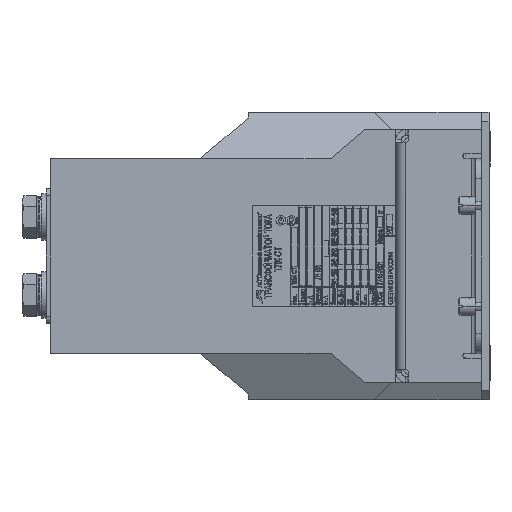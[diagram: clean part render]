
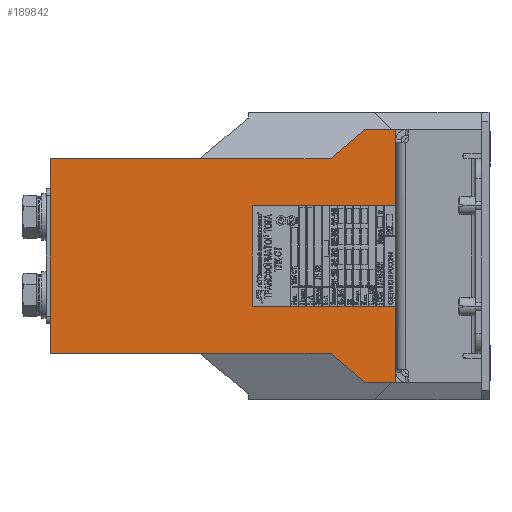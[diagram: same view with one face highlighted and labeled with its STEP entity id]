
A CAD part, left-side view. The second image highlights one B-rep face of the part: STEP entity #189842.
In plain terms, the highlighted planar face has unit normal (-1, 0, 0).
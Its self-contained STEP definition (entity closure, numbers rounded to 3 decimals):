
#803 = DIRECTION ( 'NONE',  ( 0., 0., -1. ) ) ;
#828 = CARTESIAN_POINT ( 'NONE',  ( -165., 222., -50. ) ) ;
#1283 = ORIENTED_EDGE ( 'NONE', *, *, #159929, .F. ) ;
#2676 = ORIENTED_EDGE ( 'NONE', *, *, #94905, .T. ) ;
#3066 = CARTESIAN_POINT ( 'NONE',  ( -165., 60., -65. ) ) ;
#3070 = CARTESIAN_POINT ( 'NONE',  ( -165., 118., -26. ) ) ;
#6434 = DIRECTION ( 'NONE',  ( 0., 0., -1. ) ) ;
#10284 = LINE ( 'NONE', #206688, #98894 ) ;
#10754 = VERTEX_POINT ( 'NONE', #140510 ) ;
#11602 = CARTESIAN_POINT ( 'NONE',  ( -165., 222., -50. ) ) ;
#12803 = DIRECTION ( 'NONE',  ( 0., -1., 0. ) ) ;
#13030 = PLANE ( 'NONE',  #111895 ) ;
#15893 = DIRECTION ( 'NONE',  ( 0., 1., 0. ) ) ;
#24712 = VERTEX_POINT ( 'NONE', #3066 ) ;
#30013 = ORIENTED_EDGE ( 'NONE', *, *, #214628, .T. ) ;
#30202 = CARTESIAN_POINT ( 'NONE',  ( -165., 222., 50. ) ) ;
#32160 = VECTOR ( 'NONE', #87232, 1000. ) ;
#36977 = LINE ( 'NONE', #828, #125518 ) ;
#40122 = CARTESIAN_POINT ( 'NONE',  ( -165., 118., 26. ) ) ;
#48827 = LINE ( 'NONE', #128517, #176411 ) ;
#53715 = VECTOR ( 'NONE', #120078, 1000. ) ;
#53913 = DIRECTION ( 'NONE',  ( 0., 1., 0. ) ) ;
#56057 = VERTEX_POINT ( 'NONE', #179809 ) ;
#57029 = CARTESIAN_POINT ( 'NONE',  ( -165., 60., 65. ) ) ;
#59016 = ORIENTED_EDGE ( 'NONE', *, *, #153736, .T. ) ;
#63272 = DIRECTION ( 'NONE',  ( 0., 0., -1. ) ) ;
#66871 = EDGE_CURVE ( 'NONE', #180083, #197835, #36977, .T. ) ;
#68023 = EDGE_CURVE ( 'NONE', #110252, #140355, #10284, .T. ) ;
#68841 = DIRECTION ( 'NONE',  ( 0., -1., 0. ) ) ;
#69271 = VERTEX_POINT ( 'NONE', #57029 ) ;
#70966 = EDGE_CURVE ( 'NONE', #69271, #179124, #98007, .T. ) ;
#71574 = ORIENTED_EDGE ( 'NONE', *, *, #155176, .F. ) ;
#80280 = ORIENTED_EDGE ( 'NONE', *, *, #66871, .F. ) ;
#81839 = ORIENTED_EDGE ( 'NONE', *, *, #68023, .F. ) ;
#82141 = LINE ( 'NONE', #100532, #165489 ) ;
#82198 = CARTESIAN_POINT ( 'NONE',  ( -165., 44., 26. ) ) ;
#82701 = ORIENTED_EDGE ( 'NONE', *, *, #70966, .T. ) ;
#83403 = CARTESIAN_POINT ( 'NONE',  ( -165., 77.876, 50. ) ) ;
#86602 = CARTESIAN_POINT ( 'NONE',  ( -165., 77.876, 50. ) ) ;
#87217 = VERTEX_POINT ( 'NONE', #148502 ) ;
#87232 = DIRECTION ( 'NONE',  ( 0., -1., 0. ) ) ;
#91641 = VERTEX_POINT ( 'NONE', #40122 ) ;
#91756 = CARTESIAN_POINT ( 'NONE',  ( -165., 60., -65. ) ) ;
#94905 = EDGE_CURVE ( 'NONE', #10754, #69271, #145989, .T. ) ;
#98007 = LINE ( 'NONE', #86602, #53715 ) ;
#98894 = VECTOR ( 'NONE', #6434, 1000. ) ;
#100198 = EDGE_LOOP ( 'NONE', ( #81839, #1283, #124393, #145830, #71574, #2676, #82701, #119420, #80280, #30013, #166587, #59016 ) ) ;
#100532 = CARTESIAN_POINT ( 'NONE',  ( -165., 44., -65. ) ) ;
#108821 = LINE ( 'NONE', #91756, #114049 ) ;
#110252 = VERTEX_POINT ( 'NONE', #194409 ) ;
#111242 = VECTOR ( 'NONE', #15893, 1000. ) ;
#111895 = AXIS2_PLACEMENT_3D ( 'NONE', #11602, #163002, #63272 ) ;
#114049 = VECTOR ( 'NONE', #208334, 1000. ) ;
#114189 = LINE ( 'NONE', #213060, #197611 ) ;
#119420 = ORIENTED_EDGE ( 'NONE', *, *, #127154, .F. ) ;
#120078 = DIRECTION ( 'NONE',  ( 0., 0.766, -0.643 ) ) ;
#121846 = EDGE_CURVE ( 'NONE', #91641, #56057, #131961, .T. ) ;
#122177 = LINE ( 'NONE', #168538, #210910 ) ;
#124393 = ORIENTED_EDGE ( 'NONE', *, *, #121846, .F. ) ;
#125518 = VECTOR ( 'NONE', #202464, 1000. ) ;
#127154 = EDGE_CURVE ( 'NONE', #197835, #179124, #48827, .T. ) ;
#128517 = CARTESIAN_POINT ( 'NONE',  ( -165., 222., 50. ) ) ;
#131961 = LINE ( 'NONE', #3070, #176282 ) ;
#134501 = FACE_OUTER_BOUND ( 'NONE', #100198, .T. ) ;
#140355 = VERTEX_POINT ( 'NONE', #172751 ) ;
#140510 = CARTESIAN_POINT ( 'NONE',  ( -165., 44., 65. ) ) ;
#140736 = VECTOR ( 'NONE', #53913, 1000. ) ;
#144426 = VERTEX_POINT ( 'NONE', #145533 ) ;
#145533 = CARTESIAN_POINT ( 'NONE',  ( -165., 77.876, -50. ) ) ;
#145830 = ORIENTED_EDGE ( 'NONE', *, *, #201399, .F. ) ;
#145989 = LINE ( 'NONE', #187144, #140736 ) ;
#147472 = DIRECTION ( 'NONE',  ( 0., -1., 0. ) ) ;
#148502 = CARTESIAN_POINT ( 'NONE',  ( -165., 44., 26. ) ) ;
#150198 = DIRECTION ( 'NONE',  ( 0., 0., -1. ) ) ;
#153736 = EDGE_CURVE ( 'NONE', #24712, #140355, #122177, .T. ) ;
#154242 = EDGE_CURVE ( 'NONE', #144426, #24712, #108821, .T. ) ;
#155176 = EDGE_CURVE ( 'NONE', #10754, #87217, #82141, .T. ) ;
#155557 = LINE ( 'NONE', #82198, #111242 ) ;
#159929 = EDGE_CURVE ( 'NONE', #56057, #110252, #114189, .T. ) ;
#163002 = DIRECTION ( 'NONE',  ( 1., 0., 0. ) ) ;
#165489 = VECTOR ( 'NONE', #803, 1000. ) ;
#166587 = ORIENTED_EDGE ( 'NONE', *, *, #154242, .T. ) ;
#168538 = CARTESIAN_POINT ( 'NONE',  ( -165., 0., -65. ) ) ;
#170195 = LINE ( 'NONE', #187074, #32160 ) ;
#172751 = CARTESIAN_POINT ( 'NONE',  ( -165., 44., -65. ) ) ;
#176282 = VECTOR ( 'NONE', #150198, 1000. ) ;
#176411 = VECTOR ( 'NONE', #12803, 1000. ) ;
#179124 = VERTEX_POINT ( 'NONE', #83403 ) ;
#179809 = CARTESIAN_POINT ( 'NONE',  ( -165., 118., -26. ) ) ;
#180083 = VERTEX_POINT ( 'NONE', #190115 ) ;
#187074 = CARTESIAN_POINT ( 'NONE',  ( -165., 222., -50. ) ) ;
#187144 = CARTESIAN_POINT ( 'NONE',  ( -165., 60., 65. ) ) ;
#189842 = ADVANCED_FACE ( 'NONE', ( #134501 ), #13030, .F. ) ;
#190115 = CARTESIAN_POINT ( 'NONE',  ( -165., 222., -50. ) ) ;
#194409 = CARTESIAN_POINT ( 'NONE',  ( -165., 44., -26. ) ) ;
#197611 = VECTOR ( 'NONE', #147472, 1000. ) ;
#197835 = VERTEX_POINT ( 'NONE', #30202 ) ;
#201399 = EDGE_CURVE ( 'NONE', #87217, #91641, #155557, .T. ) ;
#202464 = DIRECTION ( 'NONE',  ( 0., 0., 1. ) ) ;
#206688 = CARTESIAN_POINT ( 'NONE',  ( -165., 44., -65. ) ) ;
#208334 = DIRECTION ( 'NONE',  ( 0., -0.766, -0.643 ) ) ;
#210910 = VECTOR ( 'NONE', #68841, 1000. ) ;
#213060 = CARTESIAN_POINT ( 'NONE',  ( -165., 44., -26. ) ) ;
#214628 = EDGE_CURVE ( 'NONE', #180083, #144426, #170195, .T. ) ;
